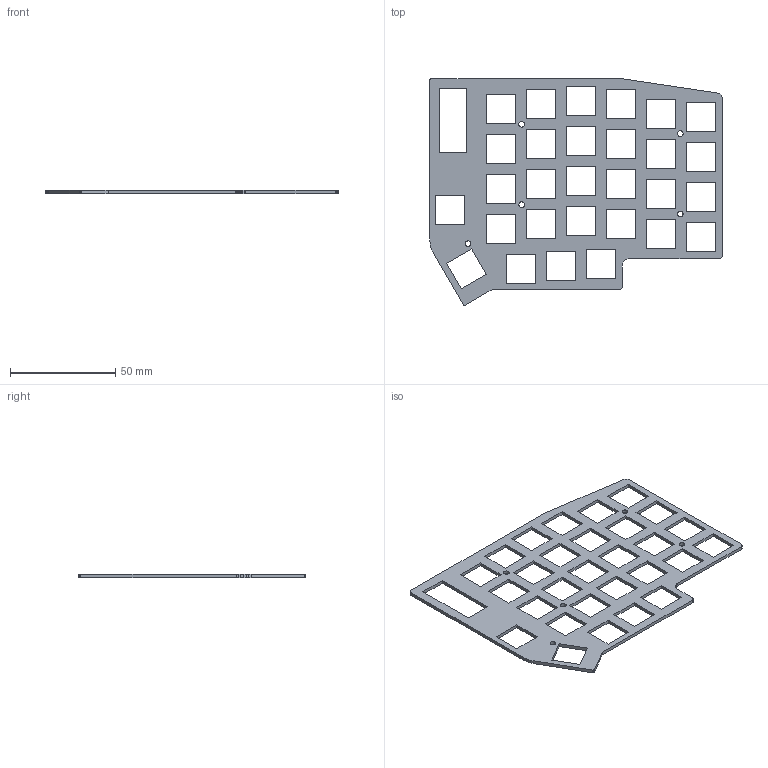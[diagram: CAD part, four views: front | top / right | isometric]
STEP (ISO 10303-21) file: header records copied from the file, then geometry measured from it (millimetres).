
FILE_DESCRIPTION(('KiCad electronic assembly'),'2;1');
FILE_NAME('FR4_Top_Plate_OLED.step','2023-08-06T13:24:36',('Pcbnew'),( 'Kicad'),'Open CASCADE STEP processor 7.6','KiCad to STEP converter' ,'Unknown');
FILE_SCHEMA(('AUTOMOTIVE_DESIGN { 1 0 10303 214 1 1 1 1 }'));
Length unit declared in the file: millimetre
Products named in the file (2): FR4_Top_Plate_OLED 1; _autosave-FR4_Top_Plate_OLED PCB
Assembly tree (1 placements, depth 2):
  FR4_Top_Plate_OLED 1
    _autosave-FR4_Top_Plate_OLED PCB
Bounding box: 139.06 x 107.73 x 1.6 mm (x, y, z)
Volume: 11296.4 mm3; surface area: 17633.1 mm2
Topology: 1 solids, 1 shells, 185 faces, 549 edges, 366 vertices
Faces by surface type: plane 180, cylinder 5
Full cylindrical faces by diameter (mm): 2.7 x5
Entity records: 13427 total; most frequent: CARTESIAN_POINT 2260, DIRECTION 2021, LINE 1627, VECTOR 1627, ORIENTED_EDGE 1098, PCURVE 1098, DEFINITIONAL_REPRESENTATION 1098, EDGE_CURVE 549
